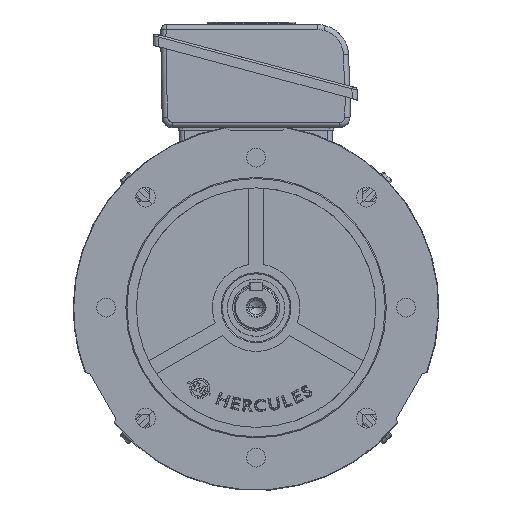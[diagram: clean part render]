
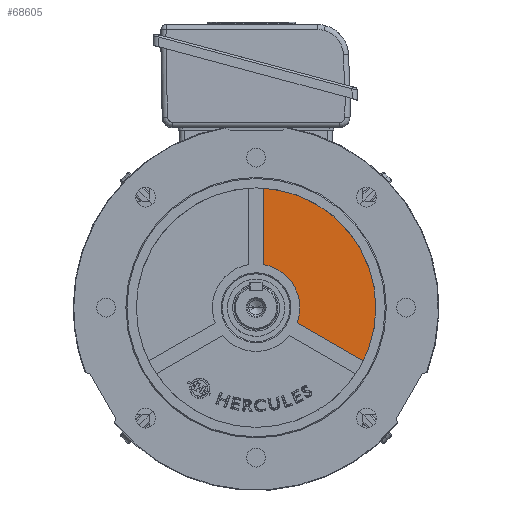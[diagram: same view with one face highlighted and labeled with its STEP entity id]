
A CAD part, top view. The second image highlights one B-rep face of the part: STEP entity #68605.
In plain terms, the highlighted face is planar.
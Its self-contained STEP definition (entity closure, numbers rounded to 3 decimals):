
#1447 = CARTESIAN_POINT ( 'NONE',  ( -6., 0., 0. ) ) ;
#6065 = ORIENTED_EDGE ( 'NONE', *, *, #110130, .F. ) ;
#8267 = EDGE_CURVE ( 'NONE', #94314, #52141, #83819, .T. ) ;
#12356 = VECTOR ( 'NONE', #67269, 1000. ) ;
#13959 = CARTESIAN_POINT ( 'NONE',  ( -6., 41.413, 7. ) ) ;
#15075 = DIRECTION ( 'NONE',  ( 0., -0.5, 0.866 ) ) ;
#21803 = DIRECTION ( 'NONE',  ( 1., 0., 0. ) ) ;
#23696 = CARTESIAN_POINT ( 'NONE',  ( -6., -53.836, 107.246 ) ) ;
#29860 = DIRECTION ( 'NONE',  ( 0., 0., -1. ) ) ;
#30499 = AXIS2_PLACEMENT_3D ( 'NONE', #1447, #21803, #29860 ) ;
#36148 = CARTESIAN_POINT ( 'NONE',  ( -6., 0., 0. ) ) ;
#40000 = AXIS2_PLACEMENT_3D ( 'NONE', #36148, #63353, #91187 ) ;
#42258 = LINE ( 'NONE', #23696, #115481 ) ;
#43952 = DIRECTION ( 'NONE',  ( 0., 0., 1. ) ) ;
#49298 = DIRECTION ( 'NONE',  ( 0., 0., -1. ) ) ;
#52141 = VERTEX_POINT ( 'NONE', #91462 ) ;
#53865 = PLANE ( 'NONE',  #85000 ) ;
#54207 = EDGE_CURVE ( 'NONE', #108049, #94314, #88303, .T. ) ;
#61759 = AXIS2_PLACEMENT_3D ( 'NONE', #85207, #67866, #49298 ) ;
#63353 = DIRECTION ( 'NONE',  ( 1., 0., 0. ) ) ;
#64767 = VERTEX_POINT ( 'NONE', #111441 ) ;
#64937 = DIRECTION ( 'NONE',  ( -1., 0., 0. ) ) ;
#67269 = DIRECTION ( 'NONE',  ( 0., -1., 0. ) ) ;
#67866 = DIRECTION ( 'NONE',  ( 1., 0., 0. ) ) ;
#68605 = ADVANCED_FACE ( 'NONE', ( #93377 ), #53865, .T. ) ;
#70483 = ORIENTED_EDGE ( 'NONE', *, *, #89995, .T. ) ;
#79443 = ORIENTED_EDGE ( 'NONE', *, *, #8267, .T. ) ;
#83233 = VERTEX_POINT ( 'NONE', #121797 ) ;
#83819 = CIRCLE ( 'NONE', #30499, 42. ) ;
#83852 = CARTESIAN_POINT ( 'NONE',  ( -6., 114.787, 7. ) ) ;
#85000 = AXIS2_PLACEMENT_3D ( 'NONE', #101449, #64937, #43952 ) ;
#85068 = EDGE_CURVE ( 'NONE', #108049, #83233, #99247, .T. ) ;
#85207 = CARTESIAN_POINT ( 'NONE',  ( -6., 0., 0. ) ) ;
#85410 = CIRCLE ( 'NONE', #61759, 115. ) ;
#88303 = LINE ( 'NONE', #107436, #12356 ) ;
#89995 = EDGE_CURVE ( 'NONE', #52141, #64767, #42258, .T. ) ;
#91187 = DIRECTION ( 'NONE',  ( 0., 0., -1. ) ) ;
#91462 = CARTESIAN_POINT ( 'NONE',  ( -6., -14.644, 39.364 ) ) ;
#93377 = FACE_OUTER_BOUND ( 'NONE', #102087, .T. ) ;
#94314 = VERTEX_POINT ( 'NONE', #13959 ) ;
#99247 = CIRCLE ( 'NONE', #40000, 115. ) ;
#101449 = CARTESIAN_POINT ( 'NONE',  ( -6., 115., 0. ) ) ;
#102087 = EDGE_LOOP ( 'NONE', ( #109165, #79443, #70483, #6065, #110439 ) ) ;
#107436 = CARTESIAN_POINT ( 'NONE',  ( -6., 119.796, 7. ) ) ;
#108049 = VERTEX_POINT ( 'NONE', #83852 ) ;
#109165 = ORIENTED_EDGE ( 'NONE', *, *, #54207, .T. ) ;
#110130 = EDGE_CURVE ( 'NONE', #83233, #64767, #85410, .T. ) ;
#110439 = ORIENTED_EDGE ( 'NONE', *, *, #85068, .F. ) ;
#111441 = CARTESIAN_POINT ( 'NONE',  ( -6., -51.331, 102.908 ) ) ;
#115481 = VECTOR ( 'NONE', #15075, 1000. ) ;
#121797 = CARTESIAN_POINT ( 'NONE',  ( -6., 0., 115. ) ) ;
